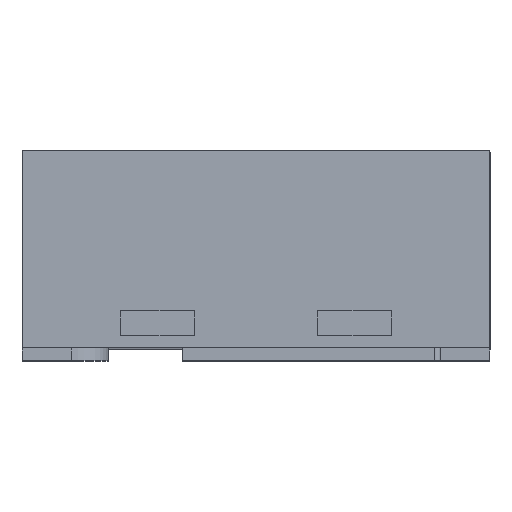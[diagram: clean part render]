
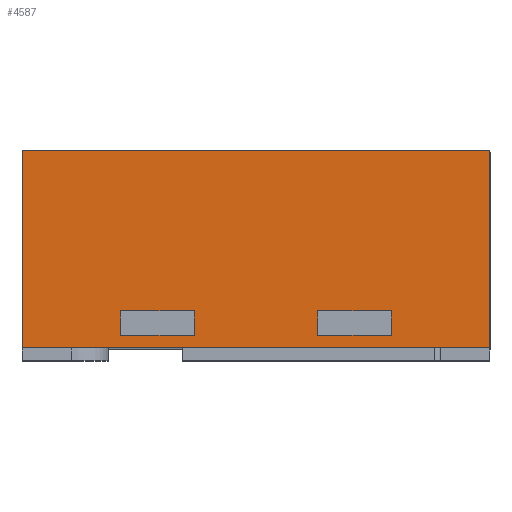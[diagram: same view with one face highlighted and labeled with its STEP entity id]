
A CAD part, top view. The second image highlights one B-rep face of the part: STEP entity #4587.
In plain terms, the highlighted planar face has unit normal (0, 0, 1).
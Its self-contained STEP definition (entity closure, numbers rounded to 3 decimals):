
#7 = EDGE_CURVE ( 'NONE', #4562, #3223, #3476, .T. ) ;
#310 = ORIENTED_EDGE ( 'NONE', *, *, #3766, .T. ) ;
#414 = CARTESIAN_POINT ( 'NONE',  ( 0.25, 0.2, 1.5 ) ) ;
#535 = CARTESIAN_POINT ( 'NONE',  ( -0.25, 0.2, 1.5 ) ) ;
#565 = EDGE_LOOP ( 'NONE', ( #3983, #310, #2970, #659 ) ) ;
#659 = ORIENTED_EDGE ( 'NONE', *, *, #3307, .F. ) ;
#740 = VERTEX_POINT ( 'NONE', #1417 ) ;
#768 = LINE ( 'NONE', #3174, #3783 ) ;
#772 = CARTESIAN_POINT ( 'NONE',  ( -0.95, 0.05, 1.5 ) ) ;
#827 = VERTEX_POINT ( 'NONE', #943 ) ;
#874 = VECTOR ( 'NONE', #3823, 1000. ) ;
#879 = DIRECTION ( 'NONE',  ( 0., 0., 1. ) ) ;
#920 = LINE ( 'NONE', #1654, #6528 ) ;
#943 = CARTESIAN_POINT ( 'NONE',  ( 0.95, 0.05, 1.5 ) ) ;
#955 = VECTOR ( 'NONE', #1607, 1000. ) ;
#1020 = ORIENTED_EDGE ( 'NONE', *, *, #7, .F. ) ;
#1032 = DIRECTION ( 'NONE',  ( 0., 1., 0. ) ) ;
#1204 = LINE ( 'NONE', #5033, #6474 ) ;
#1255 = DIRECTION ( 'NONE',  ( -1., 0., 0. ) ) ;
#1360 = VERTEX_POINT ( 'NONE', #1845 ) ;
#1411 = EDGE_LOOP ( 'NONE', ( #2187, #5992, #1020, #4542 ) ) ;
#1417 = CARTESIAN_POINT ( 'NONE',  ( 0.55, 0.2, 1.5 ) ) ;
#1607 = DIRECTION ( 'NONE',  ( -1., 0., 0. ) ) ;
#1654 = CARTESIAN_POINT ( 'NONE',  ( -0.25, 0.1, 1.5 ) ) ;
#1691 = EDGE_CURVE ( 'NONE', #827, #4770, #5114, .T. ) ;
#1772 = CARTESIAN_POINT ( 'NONE',  ( 0.95, -3.551, 1.5 ) ) ;
#1803 = VERTEX_POINT ( 'NONE', #5222 ) ;
#1845 = CARTESIAN_POINT ( 'NONE',  ( -0.55, 0.1, 1.5 ) ) ;
#1851 = EDGE_CURVE ( 'NONE', #740, #4562, #6399, .T. ) ;
#1894 = VERTEX_POINT ( 'NONE', #3945 ) ;
#2080 = AXIS2_PLACEMENT_3D ( 'NONE', #5808, #879, #3611 ) ;
#2148 = LINE ( 'NONE', #3694, #5611 ) ;
#2187 = ORIENTED_EDGE ( 'NONE', *, *, #6781, .F. ) ;
#2203 = ORIENTED_EDGE ( 'NONE', *, *, #5326, .F. ) ;
#2331 = DIRECTION ( 'NONE',  ( 0., 1., 0. ) ) ;
#2361 = EDGE_CURVE ( 'NONE', #3223, #1894, #2148, .T. ) ;
#2643 = DIRECTION ( 'NONE',  ( 1., 0., 0. ) ) ;
#2673 = LINE ( 'NONE', #3843, #874 ) ;
#2681 = DIRECTION ( 'NONE',  ( 1., 0., 0. ) ) ;
#2771 = ORIENTED_EDGE ( 'NONE', *, *, #3674, .F. ) ;
#2865 = ORIENTED_EDGE ( 'NONE', *, *, #5517, .F. ) ;
#2970 = ORIENTED_EDGE ( 'NONE', *, *, #6462, .F. ) ;
#3102 = LINE ( 'NONE', #4196, #3524 ) ;
#3174 = CARTESIAN_POINT ( 'NONE',  ( -0.25, 0.1, 1.5 ) ) ;
#3223 = VERTEX_POINT ( 'NONE', #3893 ) ;
#3307 = EDGE_CURVE ( 'NONE', #4770, #4423, #5352, .T. ) ;
#3461 = CARTESIAN_POINT ( 'NONE',  ( -0.95, -3.551, 1.5 ) ) ;
#3476 = LINE ( 'NONE', #5001, #5659 ) ;
#3524 = VECTOR ( 'NONE', #3781, 1000. ) ;
#3611 = DIRECTION ( 'NONE',  ( 1., 0., 0. ) ) ;
#3640 = LINE ( 'NONE', #1772, #6164 ) ;
#3643 = FACE_OUTER_BOUND ( 'NONE', #565, .T. ) ;
#3674 = EDGE_CURVE ( 'NONE', #3723, #5990, #920, .T. ) ;
#3694 = CARTESIAN_POINT ( 'NONE',  ( 0.25, 0.1, 1.5 ) ) ;
#3723 = VERTEX_POINT ( 'NONE', #6500 ) ;
#3766 = EDGE_CURVE ( 'NONE', #827, #6095, #3640, .T. ) ;
#3781 = DIRECTION ( 'NONE',  ( 1., 0., 0. ) ) ;
#3783 = VECTOR ( 'NONE', #2643, 1000. ) ;
#3823 = DIRECTION ( 'NONE',  ( 0., -1., 0. ) ) ;
#3826 = ORIENTED_EDGE ( 'NONE', *, *, #5831, .F. ) ;
#3843 = CARTESIAN_POINT ( 'NONE',  ( -0.55, 0.1, 1.5 ) ) ;
#3893 = CARTESIAN_POINT ( 'NONE',  ( 0.25, 0.1, 1.5 ) ) ;
#3937 = DIRECTION ( 'NONE',  ( 0., 1., 0. ) ) ;
#3945 = CARTESIAN_POINT ( 'NONE',  ( 0.55, 0.1, 1.5 ) ) ;
#3983 = ORIENTED_EDGE ( 'NONE', *, *, #1691, .F. ) ;
#4052 = FACE_BOUND ( 'NONE', #4825, .T. ) ;
#4196 = CARTESIAN_POINT ( 'NONE',  ( -0.95, 0.85, 1.5 ) ) ;
#4423 = VERTEX_POINT ( 'NONE', #4971 ) ;
#4457 = CARTESIAN_POINT ( 'NONE',  ( -0.25, 0.2, 1.5 ) ) ;
#4541 = FACE_BOUND ( 'NONE', #1411, .T. ) ;
#4542 = ORIENTED_EDGE ( 'NONE', *, *, #1851, .F. ) ;
#4562 = VERTEX_POINT ( 'NONE', #414 ) ;
#4587 = ADVANCED_FACE ( 'NONE', ( #4541, #4052, #3643 ), #6857, .T. ) ;
#4625 = DIRECTION ( 'NONE',  ( -1., 0., 0. ) ) ;
#4763 = VECTOR ( 'NONE', #2331, 1000. ) ;
#4770 = VERTEX_POINT ( 'NONE', #6926 ) ;
#4813 = CARTESIAN_POINT ( 'NONE',  ( 0.25, 0.2, 1.5 ) ) ;
#4825 = EDGE_LOOP ( 'NONE', ( #2771, #3826, #2203, #2865 ) ) ;
#4971 = CARTESIAN_POINT ( 'NONE',  ( -0.95, 0.85, 1.5 ) ) ;
#5001 = CARTESIAN_POINT ( 'NONE',  ( 0.25, 0.1, 1.5 ) ) ;
#5033 = CARTESIAN_POINT ( 'NONE',  ( 0.55, 0.1, 1.5 ) ) ;
#5114 = LINE ( 'NONE', #772, #6476 ) ;
#5222 = CARTESIAN_POINT ( 'NONE',  ( -0.55, 0.2, 1.5 ) ) ;
#5326 = EDGE_CURVE ( 'NONE', #1803, #1360, #2673, .T. ) ;
#5352 = LINE ( 'NONE', #3461, #4763 ) ;
#5473 = LINE ( 'NONE', #4457, #5549 ) ;
#5517 = EDGE_CURVE ( 'NONE', #5990, #1803, #5473, .T. ) ;
#5546 = DIRECTION ( 'NONE',  ( 0., -1., 0. ) ) ;
#5549 = VECTOR ( 'NONE', #1255, 1000. ) ;
#5611 = VECTOR ( 'NONE', #2681, 1000. ) ;
#5659 = VECTOR ( 'NONE', #5546, 1000. ) ;
#5808 = CARTESIAN_POINT ( 'NONE',  ( -0.95, -3.551, 1.5 ) ) ;
#5831 = EDGE_CURVE ( 'NONE', #1360, #3723, #768, .T. ) ;
#5990 = VERTEX_POINT ( 'NONE', #535 ) ;
#5992 = ORIENTED_EDGE ( 'NONE', *, *, #2361, .F. ) ;
#6078 = CARTESIAN_POINT ( 'NONE',  ( 0.95, 0.85, 1.5 ) ) ;
#6095 = VERTEX_POINT ( 'NONE', #6078 ) ;
#6164 = VECTOR ( 'NONE', #6608, 1000. ) ;
#6399 = LINE ( 'NONE', #4813, #955 ) ;
#6462 = EDGE_CURVE ( 'NONE', #4423, #6095, #3102, .T. ) ;
#6474 = VECTOR ( 'NONE', #3937, 1000. ) ;
#6476 = VECTOR ( 'NONE', #4625, 1000. ) ;
#6500 = CARTESIAN_POINT ( 'NONE',  ( -0.25, 0.1, 1.5 ) ) ;
#6528 = VECTOR ( 'NONE', #1032, 1000. ) ;
#6608 = DIRECTION ( 'NONE',  ( 0., 1., 0. ) ) ;
#6781 = EDGE_CURVE ( 'NONE', #1894, #740, #1204, .T. ) ;
#6857 = PLANE ( 'NONE',  #2080 ) ;
#6926 = CARTESIAN_POINT ( 'NONE',  ( -0.95, 0.05, 1.5 ) ) ;
